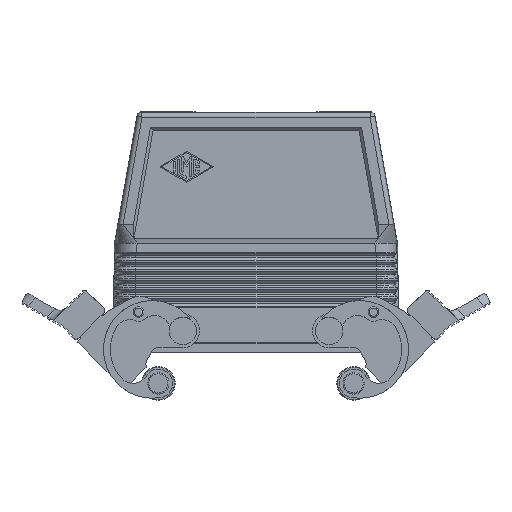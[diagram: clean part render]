
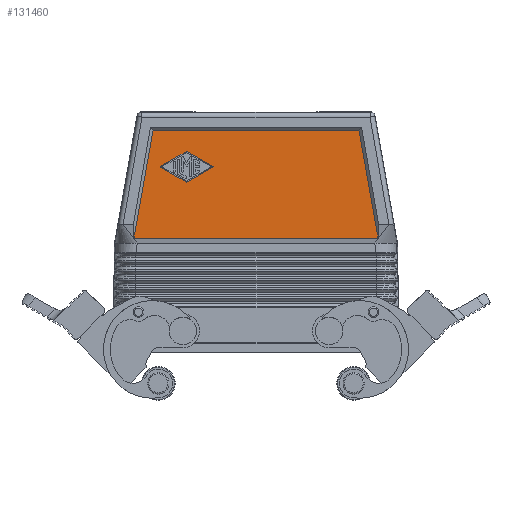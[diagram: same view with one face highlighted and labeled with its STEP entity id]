
A CAD part, left-side view. The second image highlights one B-rep face of the part: STEP entity #131460.
In plain terms, the highlighted planar face has unit normal (-1, 0, 0).
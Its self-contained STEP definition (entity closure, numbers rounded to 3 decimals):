
#129770=CARTESIAN_POINT('',(374.083,50.926,
70.233));
#129780=VERTEX_POINT('',#129770);
#129950=CARTESIAN_POINT('',(374.083,-16.613,
70.233));
#129960=VERTEX_POINT('',#129950);
#129990=CARTESIAN_POINT('',(374.083,44.373,
70.233));
#130000=DIRECTION('',(0.,1.,0.));
#130010=VECTOR('',#130000,1.);
#130020=LINE('',#129990,#130010);
#130030=EDGE_CURVE('',#129960,#129780,#130020,.T.);
#130260=CARTESIAN_POINT('',(374.083,-22.843,
34.87));
#130270=VERTEX_POINT('',#130260);
#130300=CARTESIAN_POINT('',(374.083,-26.831,
12.233));
#130310=DIRECTION('',(0.,0.174,0.985));
#130320=VECTOR('',#130310,1.);
#130330=LINE('',#130300,#130320);
#130340=EDGE_CURVE('',#130270,#129960,#130330,.T.);
#130530=CARTESIAN_POINT('',(374.083,-12.317,
48.893));
#130540=DIRECTION('',(1.,0.,0.));
#130550=DIRECTION('',(0.,1.,0.));
#130560=AXIS2_PLACEMENT_3D('',#130530,#130540,#130550);
#130570=PLANE('',#130560);
#130580=CARTESIAN_POINT('',(374.083,44.373,
34.87));
#130590=DIRECTION('',(-0.,1.,0.));
#130600=VECTOR('',#130590,1.);
#130610=LINE('',#130580,#130600);
#130620=CARTESIAN_POINT('',(374.083,57.156,
34.87));
#130630=VERTEX_POINT('',#130620);
#130640=EDGE_CURVE('',#130270,#130630,#130610,.T.);
#130650=ORIENTED_EDGE('',*,*,#130640,.F.);
#130660=CARTESIAN_POINT('',(374.083,61.144,
12.233));
#130670=DIRECTION('',(0.,-0.174,0.985));
#130680=VECTOR('',#130670,1.);
#130690=LINE('',#130660,#130680);
#130700=EDGE_CURVE('',#130630,#129780,#130690,.T.);
#130710=ORIENTED_EDGE('',*,*,#130700,.F.);
#130720=ORIENTED_EDGE('',*,*,#130030,.T.);
#130730=ORIENTED_EDGE('',*,*,#130340,.T.);
#130740=EDGE_LOOP('',(#130730,#130720,#130710,#130650));
#130750=FACE_OUTER_BOUND('',#130740,.T.);
#130760=CARTESIAN_POINT('',(374.083,39.906,
62.899));
#130770=DIRECTION('',(-1.,0.,0.));
#130780=DIRECTION('',(0.,-1.,0.));
#130790=AXIS2_PLACEMENT_3D('',#130760,#130770,#130780);
#130800=CIRCLE('',#130790,0.333);
#130810=CARTESIAN_POINT('',(374.083,39.741,
63.188));
#130820=VERTEX_POINT('',#130810);
#130830=CARTESIAN_POINT('',(374.083,40.072,
63.188));
#130840=VERTEX_POINT('',#130830);
#130850=EDGE_CURVE('',#130820,#130840,#130800,.T.);
#130860=ORIENTED_EDGE('',*,*,#130850,.F.);
#130870=CARTESIAN_POINT('',(374.083,44.373,
60.73));
#130880=DIRECTION('',(0.,0.868,-0.496));
#130890=VECTOR('',#130880,1.);
#130900=LINE('',#130870,#130890);
#130910=CARTESIAN_POINT('',(374.083,48.488,
58.377));
#130920=VERTEX_POINT('',#130910);
#130930=EDGE_CURVE('',#130840,#130920,#130900,.T.);
#130940=ORIENTED_EDGE('',*,*,#130930,.F.);
#130950=CARTESIAN_POINT('',(374.083,48.405,
58.233));
#130960=DIRECTION('',(-1.,0.,0.));
#130970=DIRECTION('',(0.,-1.,0.));
#130980=AXIS2_PLACEMENT_3D('',#130950,#130960,#130970);
#130990=CIRCLE('',#130980,0.167);
#131000=CARTESIAN_POINT('',(374.083,48.488,
58.088));
#131010=VERTEX_POINT('',#131000);
#131020=EDGE_CURVE('',#130920,#131010,#130990,.T.);
#131030=ORIENTED_EDGE('',*,*,#131020,.F.);
#131040=CARTESIAN_POINT('',(374.083,44.373,
55.735));
#131050=DIRECTION('',(0.,-0.868,-0.496));
#131060=VECTOR('',#131050,1.);
#131070=LINE('',#131040,#131060);
#131080=CARTESIAN_POINT('',(374.083,40.072,
53.277));
#131090=VERTEX_POINT('',#131080);
#131100=EDGE_CURVE('',#131010,#131090,#131070,.T.);
#131110=ORIENTED_EDGE('',*,*,#131100,.F.);
#131120=CARTESIAN_POINT('',(374.083,39.906,
53.566));
#131130=DIRECTION('',(-1.,0.,0.));
#131140=DIRECTION('',(0.,-1.,0.));
#131150=AXIS2_PLACEMENT_3D('',#131120,#131130,#131140);
#131160=CIRCLE('',#131150,0.333);
#131170=CARTESIAN_POINT('',(374.083,39.741,
53.277));
#131180=VERTEX_POINT('',#131170);
#131190=EDGE_CURVE('',#131090,#131180,#131160,.T.);
#131200=ORIENTED_EDGE('',*,*,#131190,.F.);
#131210=CARTESIAN_POINT('',(374.083,44.373,
50.63));
#131220=DIRECTION('',(0.,-0.868,0.496));
#131230=VECTOR('',#131220,1.);
#131240=LINE('',#131210,#131230);
#131250=CARTESIAN_POINT('',(374.083,31.324,
58.088));
#131260=VERTEX_POINT('',#131250);
#131270=EDGE_CURVE('',#131180,#131260,#131240,.T.);
#131280=ORIENTED_EDGE('',*,*,#131270,.F.);
#131290=CARTESIAN_POINT('',(374.083,31.407,
58.233));
#131300=DIRECTION('',(-1.,0.,0.));
#131310=DIRECTION('',(0.,-1.,0.));
#131320=AXIS2_PLACEMENT_3D('',#131290,#131300,#131310);
#131330=CIRCLE('',#131320,0.167);
#131340=CARTESIAN_POINT('',(374.083,31.324,
58.377));
#131350=VERTEX_POINT('',#131340);
#131360=EDGE_CURVE('',#131260,#131350,#131330,.T.);
#131370=ORIENTED_EDGE('',*,*,#131360,.F.);
#131380=CARTESIAN_POINT('',(374.083,44.373,
65.836));
#131390=DIRECTION('',(0.,0.868,0.496));
#131400=VECTOR('',#131390,1.);
#131410=LINE('',#131380,#131400);
#131420=EDGE_CURVE('',#131350,#130820,#131410,.T.);
#131430=ORIENTED_EDGE('',*,*,#131420,.F.);
#131440=EDGE_LOOP('',(#131430,#131370,#131280,#131200,#131110,#131030,
#130940,#130860));
#131450=FACE_BOUND('',#131440,.T.);
#131460=ADVANCED_FACE('',(#130750,#131450),#130570,.F.);
